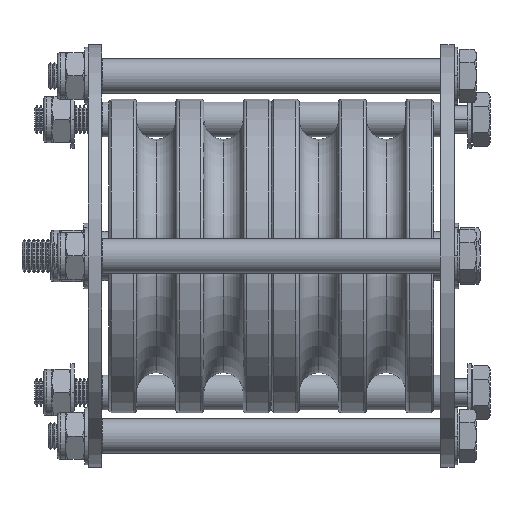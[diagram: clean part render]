
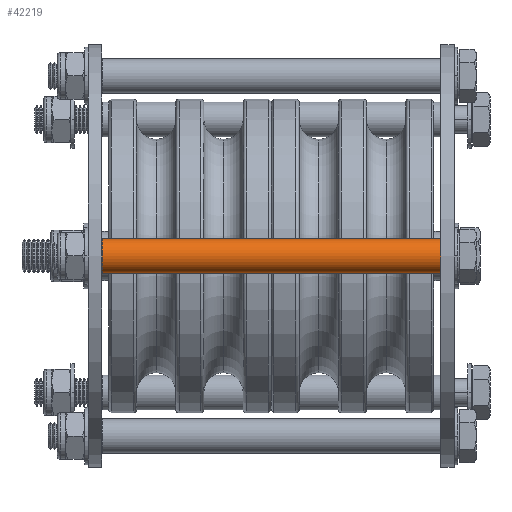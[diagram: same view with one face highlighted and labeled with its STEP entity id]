
A CAD part, front view. The second image highlights one B-rep face of the part: STEP entity #42219.
In plain terms, the highlighted cylindrical face has radius 6.35 mm (diameter 12.7 mm), a partial arc.
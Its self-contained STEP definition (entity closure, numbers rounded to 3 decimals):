
#3363 = EDGE_CURVE ( 'NONE', #36743, #41295, #35081, .T. ) ;
#4909 = CARTESIAN_POINT ( 'NONE',  ( 6.35, 0., 62. ) ) ;
#5132 = VERTEX_POINT ( 'NONE', #19091 ) ;
#6689 = CARTESIAN_POINT ( 'NONE',  ( 0., 0., -62. ) ) ;
#7023 = ORIENTED_EDGE ( 'NONE', *, *, #57228, .F. ) ;
#9590 = DIRECTION ( 'NONE',  ( 0., 0., 1. ) ) ;
#10336 = DIRECTION ( 'NONE',  ( 0., 0., -1. ) ) ;
#11024 = CARTESIAN_POINT ( 'NONE',  ( 6.35, 0., 62. ) ) ;
#11223 = DIRECTION ( 'NONE',  ( 1., 0., 0. ) ) ;
#12585 = VECTOR ( 'NONE', #27208, 1000. ) ;
#12598 = CARTESIAN_POINT ( 'NONE',  ( -6.35, 0., -62. ) ) ;
#13940 = CARTESIAN_POINT ( 'NONE',  ( -6.35, 0., 62. ) ) ;
#18842 = FACE_OUTER_BOUND ( 'NONE', #40488, .T. ) ;
#19091 = CARTESIAN_POINT ( 'NONE',  ( -6.35, 0., 62. ) ) ;
#25911 = EDGE_CURVE ( 'NONE', #5132, #41295, #43600, .T. ) ;
#27208 = DIRECTION ( 'NONE',  ( 0., 0., -1. ) ) ;
#27734 = DIRECTION ( 'NONE',  ( 1., 0., 0. ) ) ;
#28105 = CARTESIAN_POINT ( 'NONE',  ( 0., 0., 62. ) ) ;
#29776 = AXIS2_PLACEMENT_3D ( 'NONE', #36270, #9590, #27734 ) ;
#32701 = ORIENTED_EDGE ( 'NONE', *, *, #25911, .F. ) ;
#34904 = VERTEX_POINT ( 'NONE', #11024 ) ;
#35081 = CIRCLE ( 'NONE', #45713, 6.35 ) ;
#35883 = DIRECTION ( 'NONE',  ( 0., 0., -1. ) ) ;
#36270 = CARTESIAN_POINT ( 'NONE',  ( 0., 0., 62. ) ) ;
#36743 = VERTEX_POINT ( 'NONE', #46637 ) ;
#37018 = CIRCLE ( 'NONE', #29776, 6.35 ) ;
#38075 = LINE ( 'NONE', #4909, #12585 ) ;
#38291 = DIRECTION ( 'NONE',  ( 0., 0., 1. ) ) ;
#39595 = AXIS2_PLACEMENT_3D ( 'NONE', #28105, #10336, #54826 ) ;
#40488 = EDGE_LOOP ( 'NONE', ( #7023, #41689, #57705, #32701 ) ) ;
#41295 = VERTEX_POINT ( 'NONE', #12598 ) ;
#41689 = ORIENTED_EDGE ( 'NONE', *, *, #48300, .T. ) ;
#42219 = ADVANCED_FACE ( 'NONE', ( #18842 ), #52076, .T. ) ;
#43600 = LINE ( 'NONE', #13940, #54200 ) ;
#45713 = AXIS2_PLACEMENT_3D ( 'NONE', #6689, #38291, #11223 ) ;
#46637 = CARTESIAN_POINT ( 'NONE',  ( 6.35, 0., -62. ) ) ;
#48300 = EDGE_CURVE ( 'NONE', #34904, #36743, #38075, .T. ) ;
#52076 = CYLINDRICAL_SURFACE ( 'NONE', #39595, 6.35 ) ;
#54200 = VECTOR ( 'NONE', #35883, 1000. ) ;
#54826 = DIRECTION ( 'NONE',  ( -1., 0., 0. ) ) ;
#57228 = EDGE_CURVE ( 'NONE', #34904, #5132, #37018, .T. ) ;
#57705 = ORIENTED_EDGE ( 'NONE', *, *, #3363, .T. ) ;
